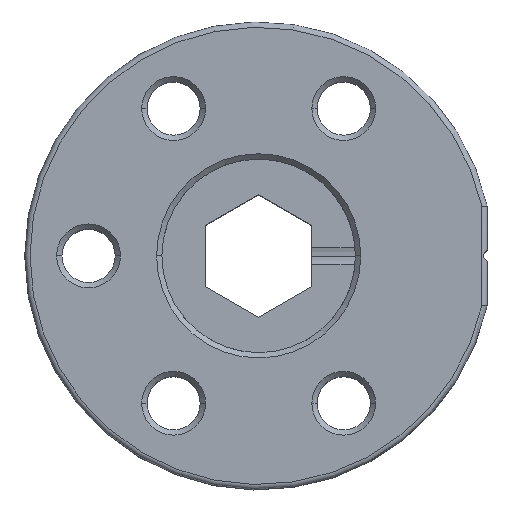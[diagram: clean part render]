
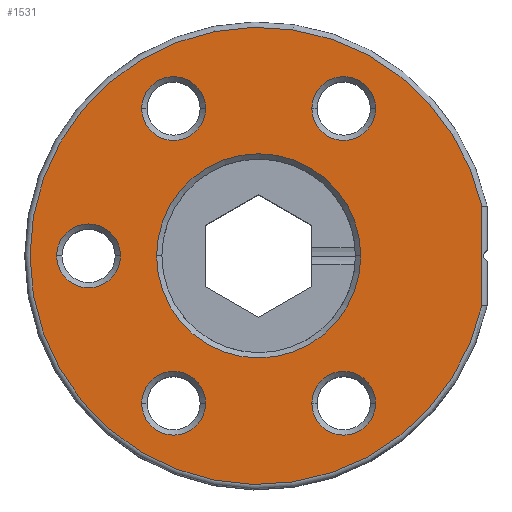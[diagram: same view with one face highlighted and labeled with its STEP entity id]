
A CAD part, top view. The second image highlights one B-rep face of the part: STEP entity #1531.
In plain terms, the highlighted planar face has unit normal (0, 0, 1).
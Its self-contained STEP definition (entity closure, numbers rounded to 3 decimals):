
#15 = VECTOR ( 'NONE', #680, 1000. ) ;
#54 = DIRECTION ( 'NONE',  ( 0., 0., -1. ) ) ;
#74 = CIRCLE ( 'NONE', #854, 10.75 ) ;
#82 = CIRCLE ( 'NONE', #2199, 1.5 ) ;
#94 = CARTESIAN_POINT ( 'NONE',  ( 5.5, -6.928, 15. ) ) ;
#137 = CARTESIAN_POINT ( 'NONE',  ( -4., 6.928, 15. ) ) ;
#168 = CARTESIAN_POINT ( 'NONE',  ( 0., 0., 15. ) ) ;
#172 = VERTEX_POINT ( 'NONE', #1797 ) ;
#186 = AXIS2_PLACEMENT_3D ( 'NONE', #2296, #54, #1190 ) ;
#202 = CARTESIAN_POINT ( 'NONE',  ( -4.8, 0., 15. ) ) ;
#225 = CARTESIAN_POINT ( 'NONE',  ( 4., 6.928, 15. ) ) ;
#230 = DIRECTION ( 'NONE',  ( 1., 0., 0. ) ) ;
#234 = DIRECTION ( 'NONE',  ( 1., 0., 0. ) ) ;
#238 = CARTESIAN_POINT ( 'NONE',  ( 2.5, 6.928, 15. ) ) ;
#244 = VERTEX_POINT ( 'NONE', #1244 ) ;
#251 = EDGE_CURVE ( 'NONE', #244, #1323, #1819, .T. ) ;
#273 = EDGE_CURVE ( 'NONE', #1237, #410, #82, .T. ) ;
#293 = EDGE_LOOP ( 'NONE', ( #1728, #730 ) ) ;
#373 = DIRECTION ( 'NONE',  ( 1., 0., 0. ) ) ;
#377 = EDGE_LOOP ( 'NONE', ( #1686, #1247 ) ) ;
#378 = EDGE_CURVE ( 'NONE', #937, #2104, #1938, .T. ) ;
#404 = CIRCLE ( 'NONE', #863, 1.5 ) ;
#409 = EDGE_CURVE ( 'NONE', #875, #700, #1547, .T. ) ;
#410 = VERTEX_POINT ( 'NONE', #1191 ) ;
#420 = DIRECTION ( 'NONE',  ( 0., 0., -1. ) ) ;
#437 = CIRCLE ( 'NONE', #898, 1.5 ) ;
#468 = DIRECTION ( 'NONE',  ( 1., 0., 0. ) ) ;
#481 = CIRCLE ( 'NONE', #1895, 4.8 ) ;
#538 = DIRECTION ( 'NONE',  ( 1., 0., 0. ) ) ;
#596 = VERTEX_POINT ( 'NONE', #2363 ) ;
#601 = CARTESIAN_POINT ( 'NONE',  ( 0., 0., 15. ) ) ;
#611 = CARTESIAN_POINT ( 'NONE',  ( -4., -6.928, 15. ) ) ;
#619 = EDGE_LOOP ( 'NONE', ( #1824, #1753 ) ) ;
#620 = CARTESIAN_POINT ( 'NONE',  ( -9.5, 0., 15. ) ) ;
#630 = DIRECTION ( 'NONE',  ( 1., 0., 0. ) ) ;
#638 = CARTESIAN_POINT ( 'NONE',  ( 4., -6.928, 15. ) ) ;
#649 = CARTESIAN_POINT ( 'NONE',  ( 0., 0., 15. ) ) ;
#665 = ORIENTED_EDGE ( 'NONE', *, *, #2102, .T. ) ;
#680 = DIRECTION ( 'NONE',  ( 0., 1., 0. ) ) ;
#687 = FACE_OUTER_BOUND ( 'NONE', #2015, .T. ) ;
#700 = VERTEX_POINT ( 'NONE', #2197 ) ;
#707 = AXIS2_PLACEMENT_3D ( 'NONE', #1162, #774, #2286 ) ;
#730 = ORIENTED_EDGE ( 'NONE', *, *, #1054, .T. ) ;
#749 = EDGE_CURVE ( 'NONE', #1975, #2243, #1513, .T. ) ;
#774 = DIRECTION ( 'NONE',  ( 0., 0., -1. ) ) ;
#777 = CIRCLE ( 'NONE', #1675, 1.5 ) ;
#779 = ORIENTED_EDGE ( 'NONE', *, *, #251, .T. ) ;
#829 = AXIS2_PLACEMENT_3D ( 'NONE', #225, #1532, #234 ) ;
#854 = AXIS2_PLACEMENT_3D ( 'NONE', #649, #1936, #630 ) ;
#860 = EDGE_CURVE ( 'NONE', #596, #172, #404, .T. ) ;
#863 = AXIS2_PLACEMENT_3D ( 'NONE', #611, #420, #1561 ) ;
#875 = VERTEX_POINT ( 'NONE', #238 ) ;
#884 = CARTESIAN_POINT ( 'NONE',  ( 10.5, 2.332, 15. ) ) ;
#889 = FACE_BOUND ( 'NONE', #377, .T. ) ;
#898 = AXIS2_PLACEMENT_3D ( 'NONE', #137, #1640, #538 ) ;
#932 = DIRECTION ( 'NONE',  ( 0., 0., -1. ) ) ;
#937 = VERTEX_POINT ( 'NONE', #2266 ) ;
#949 = CARTESIAN_POINT ( 'NONE',  ( 4., -6.928, 15. ) ) ;
#978 = CARTESIAN_POINT ( 'NONE',  ( 4., 6.928, 15. ) ) ;
#993 = CARTESIAN_POINT ( 'NONE',  ( -5.5, 6.928, 15. ) ) ;
#998 = EDGE_LOOP ( 'NONE', ( #665, #1358 ) ) ;
#1025 = DIRECTION ( 'NONE',  ( 0., 0., -1. ) ) ;
#1040 = FACE_BOUND ( 'NONE', #2295, .T. ) ;
#1054 = EDGE_CURVE ( 'NONE', #2104, #937, #437, .T. ) ;
#1094 = AXIS2_PLACEMENT_3D ( 'NONE', #601, #2256, #1886 ) ;
#1138 = EDGE_CURVE ( 'NONE', #1872, #1630, #1311, .T. ) ;
#1162 = CARTESIAN_POINT ( 'NONE',  ( -4., 6.928, 15. ) ) ;
#1190 = DIRECTION ( 'NONE',  ( 1., 0., 0. ) ) ;
#1191 = CARTESIAN_POINT ( 'NONE',  ( -6.5, 0., 15. ) ) ;
#1197 = EDGE_CURVE ( 'NONE', #172, #596, #1807, .T. ) ;
#1237 = VERTEX_POINT ( 'NONE', #620 ) ;
#1244 = CARTESIAN_POINT ( 'NONE',  ( 10.5, -2.305, 15. ) ) ;
#1247 = ORIENTED_EDGE ( 'NONE', *, *, #273, .T. ) ;
#1287 = ORIENTED_EDGE ( 'NONE', *, *, #1782, .T. ) ;
#1303 = AXIS2_PLACEMENT_3D ( 'NONE', #978, #1921, #230 ) ;
#1311 = CIRCLE ( 'NONE', #1644, 4.8 ) ;
#1323 = VERTEX_POINT ( 'NONE', #2125 ) ;
#1325 = ORIENTED_EDGE ( 'NONE', *, *, #2142, .T. ) ;
#1328 = DIRECTION ( 'NONE',  ( 0., 0., -1. ) ) ;
#1337 = FACE_BOUND ( 'NONE', #619, .T. ) ;
#1358 = ORIENTED_EDGE ( 'NONE', *, *, #749, .T. ) ;
#1366 = CARTESIAN_POINT ( 'NONE',  ( -8., 0., 15. ) ) ;
#1513 = CIRCLE ( 'NONE', #1848, 1.5 ) ;
#1518 = PLANE ( 'NONE',  #1094 ) ;
#1520 = ORIENTED_EDGE ( 'NONE', *, *, #1733, .T. ) ;
#1531 = ADVANCED_FACE ( 'NONE', ( #2134, #1337, #889, #2108, #2195, #1040, #687 ), #1518, .T. ) ;
#1532 = DIRECTION ( 'NONE',  ( 0., 0., -1. ) ) ;
#1547 = CIRCLE ( 'NONE', #829, 1.5 ) ;
#1561 = DIRECTION ( 'NONE',  ( 1., 0., 0. ) ) ;
#1630 = VERTEX_POINT ( 'NONE', #202 ) ;
#1640 = DIRECTION ( 'NONE',  ( 0., 0., -1. ) ) ;
#1644 = AXIS2_PLACEMENT_3D ( 'NONE', #168, #932, #2409 ) ;
#1675 = AXIS2_PLACEMENT_3D ( 'NONE', #1366, #2061, #2261 ) ;
#1686 = ORIENTED_EDGE ( 'NONE', *, *, #2042, .T. ) ;
#1728 = ORIENTED_EDGE ( 'NONE', *, *, #378, .T. ) ;
#1733 = EDGE_CURVE ( 'NONE', #700, #875, #2282, .T. ) ;
#1753 = ORIENTED_EDGE ( 'NONE', *, *, #1197, .T. ) ;
#1776 = DIRECTION ( 'NONE',  ( 1., 0., 0. ) ) ;
#1782 = EDGE_CURVE ( 'NONE', #1630, #1872, #481, .T. ) ;
#1797 = CARTESIAN_POINT ( 'NONE',  ( -5.5, -6.928, 15. ) ) ;
#1807 = CIRCLE ( 'NONE', #186, 1.5 ) ;
#1819 = LINE ( 'NONE', #884, #15 ) ;
#1824 = ORIENTED_EDGE ( 'NONE', *, *, #860, .T. ) ;
#1835 = AXIS2_PLACEMENT_3D ( 'NONE', #638, #1928, #468 ) ;
#1848 = AXIS2_PLACEMENT_3D ( 'NONE', #949, #1328, #373 ) ;
#1872 = VERTEX_POINT ( 'NONE', #2131 ) ;
#1886 = DIRECTION ( 'NONE',  ( 1., 0., 0. ) ) ;
#1895 = AXIS2_PLACEMENT_3D ( 'NONE', #1951, #1025, #2333 ) ;
#1921 = DIRECTION ( 'NONE',  ( 0., 0., -1. ) ) ;
#1928 = DIRECTION ( 'NONE',  ( 0., 0., -1. ) ) ;
#1933 = CIRCLE ( 'NONE', #1835, 1.5 ) ;
#1936 = DIRECTION ( 'NONE',  ( 0., 0., 1. ) ) ;
#1938 = CIRCLE ( 'NONE', #707, 1.5 ) ;
#1951 = CARTESIAN_POINT ( 'NONE',  ( 0., 0., 15. ) ) ;
#1957 = DIRECTION ( 'NONE',  ( 0., 0., -1. ) ) ;
#1975 = VERTEX_POINT ( 'NONE', #2212 ) ;
#2015 = EDGE_LOOP ( 'NONE', ( #1325, #779 ) ) ;
#2029 = EDGE_LOOP ( 'NONE', ( #1520, #2030 ) ) ;
#2030 = ORIENTED_EDGE ( 'NONE', *, *, #409, .T. ) ;
#2042 = EDGE_CURVE ( 'NONE', #410, #1237, #777, .T. ) ;
#2061 = DIRECTION ( 'NONE',  ( 0., 0., -1. ) ) ;
#2102 = EDGE_CURVE ( 'NONE', #2243, #1975, #1933, .T. ) ;
#2104 = VERTEX_POINT ( 'NONE', #993 ) ;
#2108 = FACE_BOUND ( 'NONE', #2029, .T. ) ;
#2125 = CARTESIAN_POINT ( 'NONE',  ( 10.5, 2.305, 15. ) ) ;
#2131 = CARTESIAN_POINT ( 'NONE',  ( 4.8, 0., 15. ) ) ;
#2134 = FACE_BOUND ( 'NONE', #998, .T. ) ;
#2142 = EDGE_CURVE ( 'NONE', #1323, #244, #74, .T. ) ;
#2143 = CARTESIAN_POINT ( 'NONE',  ( -8., 0., 15. ) ) ;
#2195 = FACE_BOUND ( 'NONE', #293, .T. ) ;
#2197 = CARTESIAN_POINT ( 'NONE',  ( 5.5, 6.928, 15. ) ) ;
#2199 = AXIS2_PLACEMENT_3D ( 'NONE', #2143, #1957, #1776 ) ;
#2212 = CARTESIAN_POINT ( 'NONE',  ( 2.5, -6.928, 15. ) ) ;
#2243 = VERTEX_POINT ( 'NONE', #94 ) ;
#2256 = DIRECTION ( 'NONE',  ( 0., 0., 1. ) ) ;
#2261 = DIRECTION ( 'NONE',  ( 1., 0., 0. ) ) ;
#2266 = CARTESIAN_POINT ( 'NONE',  ( -2.5, 6.928, 15. ) ) ;
#2273 = ORIENTED_EDGE ( 'NONE', *, *, #1138, .T. ) ;
#2282 = CIRCLE ( 'NONE', #1303, 1.5 ) ;
#2286 = DIRECTION ( 'NONE',  ( 1., 0., 0. ) ) ;
#2295 = EDGE_LOOP ( 'NONE', ( #2273, #1287 ) ) ;
#2296 = CARTESIAN_POINT ( 'NONE',  ( -4., -6.928, 15. ) ) ;
#2333 = DIRECTION ( 'NONE',  ( 1., 0., 0. ) ) ;
#2363 = CARTESIAN_POINT ( 'NONE',  ( -2.5, -6.928, 15. ) ) ;
#2409 = DIRECTION ( 'NONE',  ( 1., 0., 0. ) ) ;
